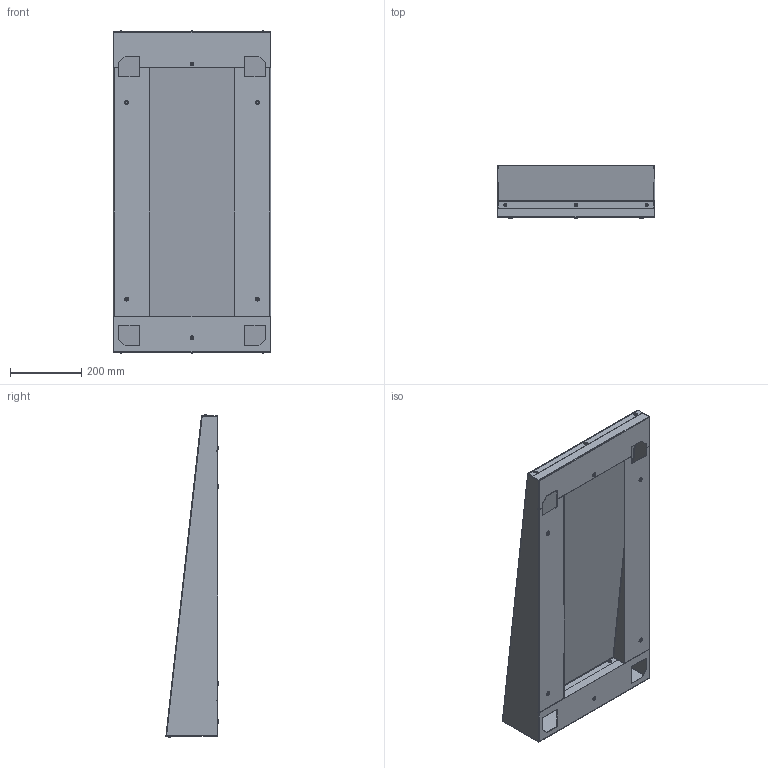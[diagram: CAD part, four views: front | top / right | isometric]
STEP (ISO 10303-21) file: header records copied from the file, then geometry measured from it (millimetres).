
FILE_DESCRIPTION (( 'STEP AP214' ), '1' );
FILE_NAME ('Êîçûðåê äëÿ FORT 400õ800 EKF PROxima.STEP', '2020-11-17T09:03:54', ( '' ), ( '' ), 'SwSTEP 2.0', 'SolidWorks 2019', '' );
FILE_SCHEMA (( 'AUTOMOTIVE_DESIGN' ));
Length unit declared in the file: millimetre
Products named in the file (6): 倘-1622.00.00.003 鱼铍铌 玎漤栝_寛-1622.00.00.003-03; 倘-1622.00.00.002 鱼铍铌 镥疱漤栝_寛-1622.00.00.002-03; Êîçûðåê äëÿ FORT 400õ800 EKF PROxima; 倘-1622.00.00.001 署赅_寛-1622.00.00.001-09; Çàêëåïêà-ãàéêà Ì6 óìåíüøåííûé áîðò; rivet 07_din_DIN 674-4x6-St-A-1.5
Assembly tree (15 placements, depth 2):
  Êîçûðåê äëÿ FORT 400õ800 EKF PROxima
    倘-1622.00.00.001 署赅_寛-1622.00.00.001-09
    倘-1622.00.00.002 鱼铍铌 镥疱漤栝_寛-1622.00.00.002-03
    倘-1622.00.00.003 鱼铍铌 玎漤栝_寛-1622.00.00.003-03
    Çàêëåïêà-ãàéêà Ì6 óìåíüøåííûé áîðò  x6
    rivet 07_din_DIN 674-4x6-St-A-1.5  x6
Bounding box: 440 x 146.21 x 904 mm (x, y, z)
Volume: 878312 mm3; surface area: 1762614.5 mm2
Topology: 15 solids, 15 shells, 394 faces, 860 edges, 520 vertices
Faces by surface type: plane 146, cylinder 124, cone 84, sphere 24, torus 12, bspline 4
Entity records: 6428 total; most frequent: CARTESIAN_POINT 1224, DIRECTION 1062, ORIENTED_EDGE 980, EDGE_CURVE 490, AXIS2_PLACEMENT_3D 362, VECTOR 338, LINE 338, VERTEX_POINT 300
